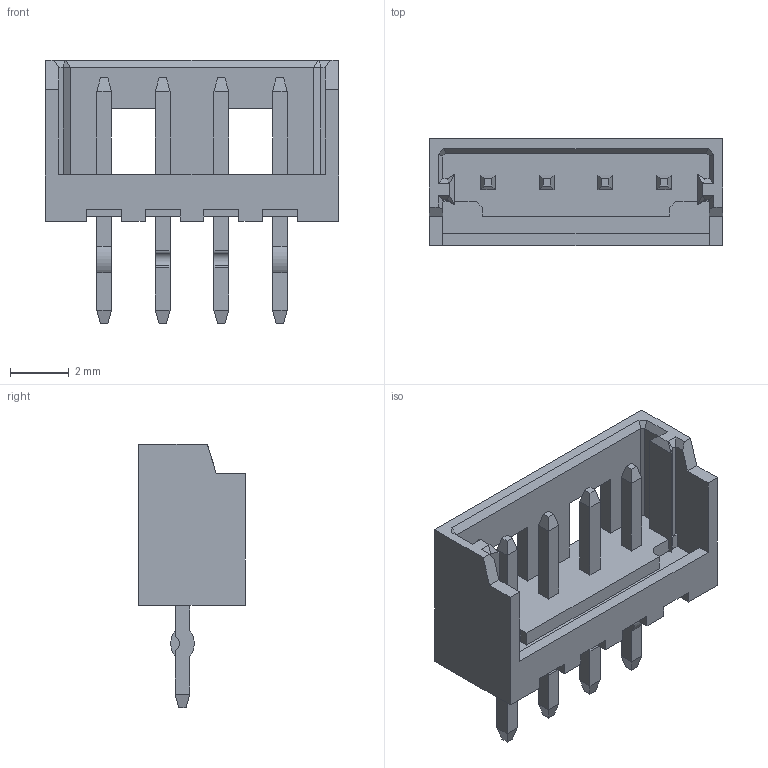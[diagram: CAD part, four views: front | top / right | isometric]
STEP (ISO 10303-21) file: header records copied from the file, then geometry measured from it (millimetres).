
FILE_DESCRIPTION(('FreeCAD Model'),'2;1');
FILE_NAME('_32530470_cp.step', '2020-02-20T16:13:41',('kicad StepUp'),('ksu MCAD'), 'Open CASCADE STEP processor 7.3','FreeCAD','Unknown');
FILE_SCHEMA(('AUTOMOTIVE_DESIGN { 1 0 10303 214 1 1 1 1 }'));
Length unit declared in the file: millimetre
Products named in the file (1): _32530470_cp
Bounding box: 10 x 3.65 x 9 mm (x, y, z)
Volume: 84.3 mm3; surface area: 313.8 mm2
Topology: 1 solids, 1 shells, 193 faces, 507 edges, 322 vertices
Faces by surface type: plane 177, cylinder 16
Entity records: 7160 total; most frequent: CARTESIAN_POINT 1023, ORIENTED_EDGE 1014, DIRECTION 927, EDGE_CURVE 507, LINE 475, VECTOR 475, VERTEX_POINT 322, AXIS2_PLACEMENT_3D 226
